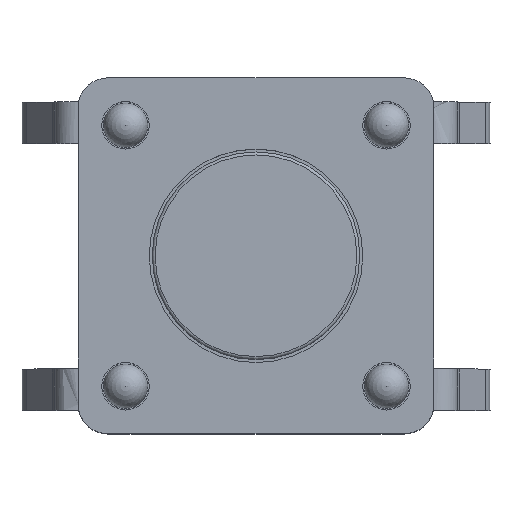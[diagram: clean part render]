
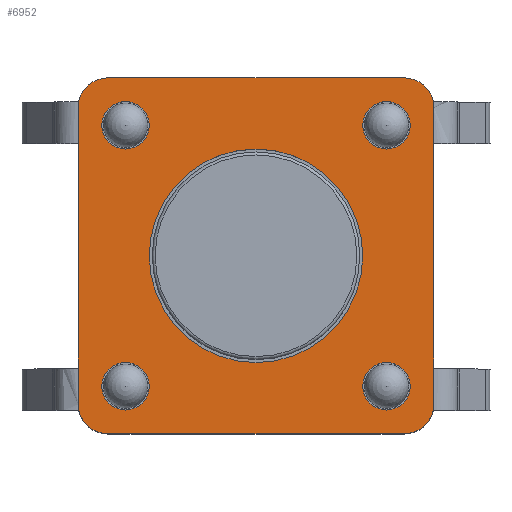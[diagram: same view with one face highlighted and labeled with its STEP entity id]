
A CAD part, top view. The second image highlights one B-rep face of the part: STEP entity #6952.
In plain terms, the highlighted planar face has unit normal (0, 0, 1).
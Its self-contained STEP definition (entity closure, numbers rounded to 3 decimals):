
#6500=CARTESIAN_POINT('',(-2.5,-3.,0.4));
#6501=VERTEX_POINT('',#6500);
#6502=CARTESIAN_POINT('',(-3.0,-2.5,0.4));
#6503=VERTEX_POINT('',#6502);
#6504=CARTESIAN_POINT('',(-2.5,-2.5,0.4));
#6505=DIRECTION('',(0.0,0.0,-1.0));
#6506=DIRECTION('',(-0.707,-0.707,0.0));
#6507=AXIS2_PLACEMENT_3D('',#6504,#6505,#6506);
#6508=CIRCLE('',#6507,0.5);
#6509=EDGE_CURVE('',#6501,#6503,#6508,.T.);
#6551=CARTESIAN_POINT('',(2.5,-3.,0.4));
#6552=VERTEX_POINT('',#6551);
#6559=CARTESIAN_POINT('',(2.5,-3.,0.4));
#6560=DIRECTION('',(-1.0,0.0,0.0));
#6561=VECTOR('',#6560,5.0);
#6562=LINE('',#6559,#6561);
#6563=EDGE_CURVE('',#6552,#6501,#6562,.T.);
#6687=CARTESIAN_POINT('',(-3.0,2.5,0.4));
#6688=VERTEX_POINT('',#6687);
#6689=CARTESIAN_POINT('',(-2.5,3.,0.4));
#6690=VERTEX_POINT('',#6689);
#6691=CARTESIAN_POINT('',(-2.5,2.5,0.4));
#6692=DIRECTION('',(0.0,0.0,-1.));
#6693=DIRECTION('',(-0.707,0.707,0.0));
#6694=AXIS2_PLACEMENT_3D('',#6691,#6692,#6693);
#6695=CIRCLE('',#6694,0.5);
#6696=EDGE_CURVE('',#6688,#6690,#6695,.T.);
#6720=CARTESIAN_POINT('',(2.5,3.,0.4));
#6721=VERTEX_POINT('',#6720);
#6722=CARTESIAN_POINT('',(-2.5,3.,0.4));
#6723=DIRECTION('',(1.0,0.0,0.0));
#6724=VECTOR('',#6723,5.0);
#6725=LINE('',#6722,#6724);
#6726=EDGE_CURVE('',#6690,#6721,#6725,.T.);
#6743=CARTESIAN_POINT('',(3.,2.5,0.4));
#6744=VERTEX_POINT('',#6743);
#6745=CARTESIAN_POINT('',(2.5,2.5,0.4));
#6746=DIRECTION('',(0.0,0.0,-1.0));
#6747=DIRECTION('',(0.707,0.707,0.0));
#6748=AXIS2_PLACEMENT_3D('',#6745,#6746,#6747);
#6749=CIRCLE('',#6748,0.5);
#6750=EDGE_CURVE('',#6721,#6744,#6749,.T.);
#6768=CARTESIAN_POINT('',(3.,-2.5,0.4));
#6769=VERTEX_POINT('',#6768);
#6770=CARTESIAN_POINT('',(2.5,-2.5,0.4));
#6771=DIRECTION('',(0.0,0.0,-1.0));
#6772=DIRECTION('',(0.707,-0.707,0.0));
#6773=AXIS2_PLACEMENT_3D('',#6770,#6771,#6772);
#6774=CIRCLE('',#6773,0.5);
#6775=EDGE_CURVE('',#6769,#6552,#6774,.T.);
#6793=CARTESIAN_POINT('',(1.8,0.,0.4));
#6794=VERTEX_POINT('',#6793);
#6795=CARTESIAN_POINT('',(0.0,0.0,0.4));
#6796=DIRECTION('',(0.0,0.0,-1.0));
#6797=DIRECTION('',(-1.0,0.0,0.0));
#6798=AXIS2_PLACEMENT_3D('',#6795,#6796,#6797);
#6799=CIRCLE('',#6798,1.8);
#6800=EDGE_CURVE('',#6794,#6794,#6799,.T.);
#6813=CARTESIAN_POINT('',(2.6,-2.2,0.4));
#6814=VERTEX_POINT('',#6813);
#6815=CARTESIAN_POINT('',(2.2,-2.2,0.4));
#6816=DIRECTION('',(0.0,0.0,-1.0));
#6817=DIRECTION('',(-1.0,0.0,0.0));
#6818=AXIS2_PLACEMENT_3D('',#6815,#6816,#6817);
#6819=CIRCLE('',#6818,0.4);
#6820=EDGE_CURVE('',#6814,#6814,#6819,.T.);
#6833=CARTESIAN_POINT('',(-1.8,-2.2,0.4));
#6834=VERTEX_POINT('',#6833);
#6835=CARTESIAN_POINT('',(-2.2,-2.2,0.4));
#6836=DIRECTION('',(0.0,0.0,-1.0));
#6837=DIRECTION('',(-1.0,0.0,0.0));
#6838=AXIS2_PLACEMENT_3D('',#6835,#6836,#6837);
#6839=CIRCLE('',#6838,0.4);
#6840=EDGE_CURVE('',#6834,#6834,#6839,.T.);
#6853=CARTESIAN_POINT('',(2.6,2.2,0.4));
#6854=VERTEX_POINT('',#6853);
#6855=CARTESIAN_POINT('',(2.2,2.2,0.4));
#6856=DIRECTION('',(0.0,0.0,-1.0));
#6857=DIRECTION('',(-1.0,0.0,0.0));
#6858=AXIS2_PLACEMENT_3D('',#6855,#6856,#6857);
#6859=CIRCLE('',#6858,0.4);
#6860=EDGE_CURVE('',#6854,#6854,#6859,.T.);
#6873=CARTESIAN_POINT('',(-1.8,2.2,0.4));
#6874=VERTEX_POINT('',#6873);
#6875=CARTESIAN_POINT('',(-2.2,2.2,0.4));
#6876=DIRECTION('',(0.0,0.0,-1.0));
#6877=DIRECTION('',(-1.0,0.0,0.0));
#6878=AXIS2_PLACEMENT_3D('',#6875,#6876,#6877);
#6879=CIRCLE('',#6878,0.4);
#6880=EDGE_CURVE('',#6874,#6874,#6879,.T.);
#6894=CARTESIAN_POINT('',(3.,2.5,0.4));
#6895=DIRECTION('',(0.0,-1.0,0.0));
#6896=VECTOR('',#6895,5.);
#6897=LINE('',#6894,#6896);
#6898=EDGE_CURVE('',#6744,#6769,#6897,.T.);
#6911=CARTESIAN_POINT('',(-3.0,-2.5,0.4));
#6912=DIRECTION('',(0.0,1.0,0.0));
#6913=VECTOR('',#6912,5.0);
#6914=LINE('',#6911,#6913);
#6915=EDGE_CURVE('',#6503,#6688,#6914,.T.);
#6922=CARTESIAN_POINT('',(0.,0.,0.4));
#6923=DIRECTION('',(0.0,0.0,1.0));
#6924=DIRECTION('',(1.0,0.0,0.0));
#6925=AXIS2_PLACEMENT_3D('',#6922,#6923,#6924);
#6926=PLANE('',#6925);
#6927=ORIENTED_EDGE('',*,*,#6509,.F.);
#6928=ORIENTED_EDGE('',*,*,#6563,.F.);
#6929=ORIENTED_EDGE('',*,*,#6775,.F.);
#6930=ORIENTED_EDGE('',*,*,#6898,.F.);
#6931=ORIENTED_EDGE('',*,*,#6750,.F.);
#6932=ORIENTED_EDGE('',*,*,#6726,.F.);
#6933=ORIENTED_EDGE('',*,*,#6696,.F.);
#6934=ORIENTED_EDGE('',*,*,#6915,.F.);
#6935=EDGE_LOOP('',(#6927,#6928,#6929,#6930,#6931,#6932,#6933,#6934));
#6936=FACE_OUTER_BOUND('',#6935,.T.);
#6937=ORIENTED_EDGE('',*,*,#6800,.T.);
#6938=EDGE_LOOP('',(#6937));
#6939=FACE_BOUND('',#6938,.T.);
#6940=ORIENTED_EDGE('',*,*,#6820,.T.);
#6941=EDGE_LOOP('',(#6940));
#6942=FACE_BOUND('',#6941,.T.);
#6943=ORIENTED_EDGE('',*,*,#6840,.T.);
#6944=EDGE_LOOP('',(#6943));
#6945=FACE_BOUND('',#6944,.T.);
#6946=ORIENTED_EDGE('',*,*,#6860,.T.);
#6947=EDGE_LOOP('',(#6946));
#6948=FACE_BOUND('',#6947,.T.);
#6949=ORIENTED_EDGE('',*,*,#6880,.T.);
#6950=EDGE_LOOP('',(#6949));
#6951=FACE_BOUND('',#6950,.T.);
#6952=ADVANCED_FACE('',(#6936,#6939,#6942,#6945,#6948,#6951),#6926,.T.);
